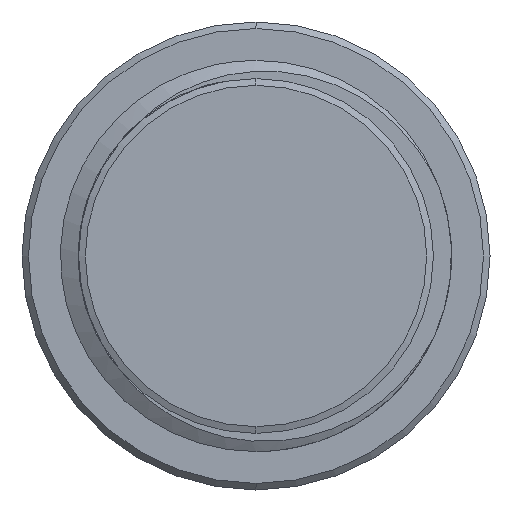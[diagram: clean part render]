
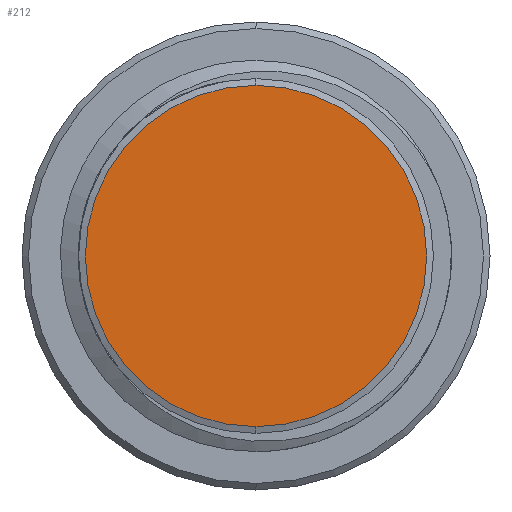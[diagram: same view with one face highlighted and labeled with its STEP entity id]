
A CAD part, left-side view. The second image highlights one B-rep face of the part: STEP entity #212.
In plain terms, the highlighted planar face has unit normal (-1, 0, 0).
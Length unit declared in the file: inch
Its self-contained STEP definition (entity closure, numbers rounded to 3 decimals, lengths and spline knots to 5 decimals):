
#86 = EDGE_LOOP ( 'NONE', ( #6256, #2527 ) ) ;
#212 = ADVANCED_FACE ( 'Defeatured_0_35', ( #1701 ), #361, .F. ) ;
#361 = PLANE ( 'NONE',  #732 ) ;
#691 = CARTESIAN_POINT ( 'NONE',  ( 0., 0., -0.30866 ) ) ;
#732 = AXIS2_PLACEMENT_3D ( 'NONE', #5669, #1734, #5635 ) ;
#882 = DIRECTION ( 'NONE',  ( -1., 0., 0. ) ) ;
#1571 = CIRCLE ( 'NONE', #5135, 0.30866 ) ;
#1701 = FACE_OUTER_BOUND ( 'NONE', #86, .T. ) ;
#1734 = DIRECTION ( 'NONE',  ( 1., 0., 0. ) ) ;
#1767 = CARTESIAN_POINT ( 'NONE',  ( 0., 0., 0.30866 ) ) ;
#2341 = EDGE_CURVE ( 'Defeatured_0_35+Defeatured_0_56+Defeatured_0_56+Defeatured_0_56', #2730, #6315, #1571, .T. ) ;
#2527 = ORIENTED_EDGE ( 'NONE', *, *, #4862, .T. ) ;
#2730 = VERTEX_POINT ( 'NONE', #691 ) ;
#3140 = CARTESIAN_POINT ( 'NONE',  ( 0., 0., 0. ) ) ;
#3262 = CARTESIAN_POINT ( 'NONE',  ( 0., 0., 0. ) ) ;
#3807 = DIRECTION ( 'NONE',  ( 0., 0., -1. ) ) ;
#4198 = AXIS2_PLACEMENT_3D ( 'NONE', #3262, #882, #3807 ) ;
#4703 = CIRCLE ( 'NONE', #4198, 0.30866 ) ;
#4862 = EDGE_CURVE ( 'Defeatured_0_35+Defeatured_0_56+Defeatured_0_56+Defeatured_0_56', #6315, #2730, #4703, .T. ) ;
#5065 = DIRECTION ( 'NONE',  ( -1., 0., 0. ) ) ;
#5135 = AXIS2_PLACEMENT_3D ( 'NONE', #3140, #5065, #5584 ) ;
#5584 = DIRECTION ( 'NONE',  ( 0., 0., -1. ) ) ;
#5635 = DIRECTION ( 'NONE',  ( 0., 0., -1. ) ) ;
#5669 = CARTESIAN_POINT ( 'NONE',  ( 0., 0.25, 0. ) ) ;
#6256 = ORIENTED_EDGE ( 'NONE', *, *, #2341, .T. ) ;
#6315 = VERTEX_POINT ( 'NONE', #1767 ) ;
